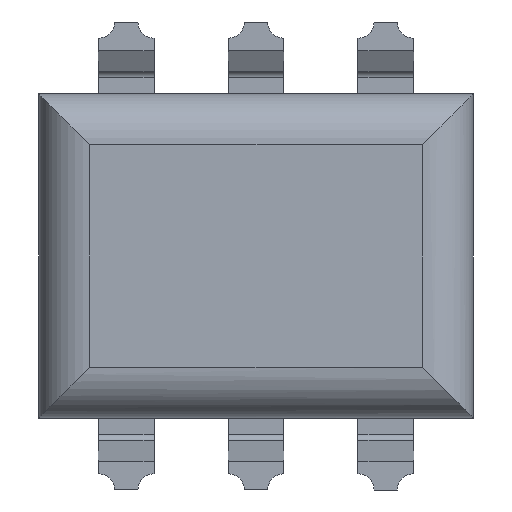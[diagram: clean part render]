
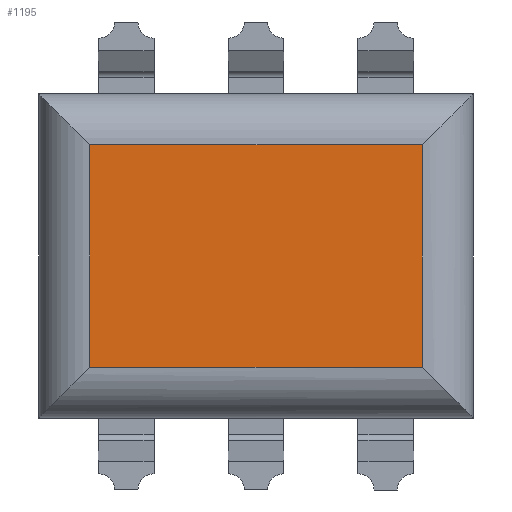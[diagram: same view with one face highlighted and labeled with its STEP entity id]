
A CAD part, front view. The second image highlights one B-rep face of the part: STEP entity #1195.
In plain terms, the highlighted planar face has unit normal (0, -1, 0).
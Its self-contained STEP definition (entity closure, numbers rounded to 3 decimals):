
#227 = CARTESIAN_POINT ( 'NONE',  ( -1.2, 0., -2.408 ) ) ;
#294 = EDGE_LOOP ( 'NONE', ( #11145, #2111, #11440, #1407 ) ) ;
#407 = CARTESIAN_POINT ( 'NONE',  ( 6.31, 0., -1.408 ) ) ;
#1195 = ADVANCED_FACE ( 'NONE', ( #9140 ), #12002, .F. ) ;
#1407 = ORIENTED_EDGE ( 'NONE', *, *, #7938, .F. ) ;
#2111 = ORIENTED_EDGE ( 'NONE', *, *, #7401, .F. ) ;
#2595 = DIRECTION ( 'NONE',  ( -1., 0., 0. ) ) ;
#2792 = EDGE_CURVE ( 'NONE', #11503, #3669, #4430, .T. ) ;
#2867 = DIRECTION ( 'NONE',  ( 0., 1., 0. ) ) ;
#3057 = LINE ( 'NONE', #227, #3193 ) ;
#3146 = CARTESIAN_POINT ( 'NONE',  ( 6.31, 0., -6.757 ) ) ;
#3193 = VECTOR ( 'NONE', #6152, 1000. ) ;
#3448 = DIRECTION ( 'NONE',  ( 0., 0., -1. ) ) ;
#3669 = VERTEX_POINT ( 'NONE', #11456 ) ;
#4263 = EDGE_CURVE ( 'NONE', #5221, #10497, #3057, .T. ) ;
#4430 = LINE ( 'NONE', #6321, #8026 ) ;
#5221 = VERTEX_POINT ( 'NONE', #9634 ) ;
#6152 = DIRECTION ( 'NONE',  ( 1., 0., 0. ) ) ;
#6321 = CARTESIAN_POINT ( 'NONE',  ( -1.2, 0., -6.757 ) ) ;
#6599 = LINE ( 'NONE', #10473, #10782 ) ;
#7303 = CARTESIAN_POINT ( 'NONE',  ( 6.31, 0., -2.408 ) ) ;
#7401 = EDGE_CURVE ( 'NONE', #3669, #5221, #6599, .T. ) ;
#7688 = CARTESIAN_POINT ( 'NONE',  ( -1.2, 0., -1.408 ) ) ;
#7938 = EDGE_CURVE ( 'NONE', #10497, #11503, #8263, .T. ) ;
#8026 = VECTOR ( 'NONE', #2595, 1000. ) ;
#8263 = LINE ( 'NONE', #407, #8562 ) ;
#8562 = VECTOR ( 'NONE', #3448, 1000. ) ;
#9140 = FACE_OUTER_BOUND ( 'NONE', #294, .T. ) ;
#9634 = CARTESIAN_POINT ( 'NONE',  ( -0.2, 0., -2.408 ) ) ;
#10473 = CARTESIAN_POINT ( 'NONE',  ( -0.2, 0., -1.408 ) ) ;
#10483 = DIRECTION ( 'NONE',  ( 0., 0., 1. ) ) ;
#10497 = VERTEX_POINT ( 'NONE', #7303 ) ;
#10782 = VECTOR ( 'NONE', #12460, 1000. ) ;
#11038 = AXIS2_PLACEMENT_3D ( 'NONE', #7688, #2867, #10483 ) ;
#11145 = ORIENTED_EDGE ( 'NONE', *, *, #4263, .F. ) ;
#11440 = ORIENTED_EDGE ( 'NONE', *, *, #2792, .F. ) ;
#11456 = CARTESIAN_POINT ( 'NONE',  ( -0.2, 0., -6.757 ) ) ;
#11503 = VERTEX_POINT ( 'NONE', #3146 ) ;
#12002 = PLANE ( 'NONE',  #11038 ) ;
#12460 = DIRECTION ( 'NONE',  ( 0., 0., 1. ) ) ;
